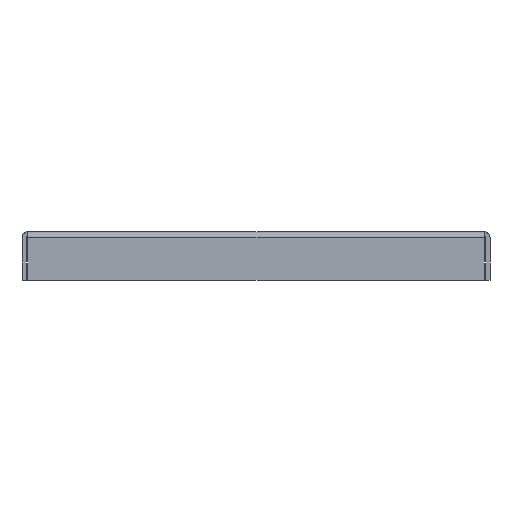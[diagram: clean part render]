
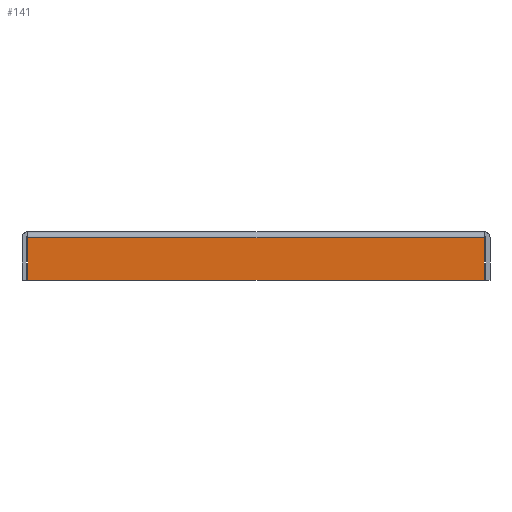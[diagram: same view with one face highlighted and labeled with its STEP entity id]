
A CAD part, front view. The second image highlights one B-rep face of the part: STEP entity #141.
In plain terms, the highlighted planar face has unit normal (0, -1, 0).
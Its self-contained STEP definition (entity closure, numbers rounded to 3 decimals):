
#141 = ADVANCED_FACE( '', ( #377 ), #378, .T. );
#377 = FACE_OUTER_BOUND( '', #707, .T. );
#378 = PLANE( '', #708 );
#707 = EDGE_LOOP( '', ( #1055, #1056, #1057, #1058 ) );
#708 = AXIS2_PLACEMENT_3D( '', #1059, #1060, #1061 );
#1055 = ORIENTED_EDGE( '', *, *, #1954, .T. );
#1056 = ORIENTED_EDGE( '', *, *, #1955, .T. );
#1057 = ORIENTED_EDGE( '', *, *, #1956, .T. );
#1058 = ORIENTED_EDGE( '', *, *, #1957, .T. );
#1059 = CARTESIAN_POINT( '', ( 4., -1., -3.2 ) );
#1060 = DIRECTION( '', ( 0., -1., 0. ) );
#1061 = DIRECTION( '', ( 0., 0., -1. ) );
#1954 = EDGE_CURVE( '', #2323, #2324, #2325, .T. );
#1955 = EDGE_CURVE( '', #2324, #2326, #2327, .T. );
#1956 = EDGE_CURVE( '', #2326, #2328, #2329, .T. );
#1957 = EDGE_CURVE( '', #2328, #2323, #2330, .T. );
#2323 = VERTEX_POINT( '', #2831 );
#2324 = VERTEX_POINT( '', #2832 );
#2325 = LINE( '', #2833, #2834 );
#2326 = VERTEX_POINT( '', #2835 );
#2327 = LINE( '', #2836, #2837 );
#2328 = VERTEX_POINT( '', #2838 );
#2329 = LINE( '', #2839, #2840 );
#2330 = LINE( '', #2841, #2842 );
#2831 = CARTESIAN_POINT( '', ( -0.6, -1., -3. ) );
#2832 = CARTESIAN_POINT( '', ( 30.4, -1., -3. ) );
#2833 = CARTESIAN_POINT( '', ( 4., -1., -3. ) );
#2834 = VECTOR( '', #3482, 1000. );
#2835 = CARTESIAN_POINT( '', ( 30.4, -1., -0.1 ) );
#2836 = CARTESIAN_POINT( '', ( 30.4, -1., -3.2 ) );
#2837 = VECTOR( '', #3483, 1000. );
#2838 = CARTESIAN_POINT( '', ( -0.6, -1., -0.1 ) );
#2839 = CARTESIAN_POINT( '', ( 4., -1., -0.1 ) );
#2840 = VECTOR( '', #3484, 1000. );
#2841 = CARTESIAN_POINT( '', ( -0.6, -1., -3.2 ) );
#2842 = VECTOR( '', #3485, 1000. );
#3482 = DIRECTION( '', ( 1., 0., 0. ) );
#3483 = DIRECTION( '', ( 0., 0., 1. ) );
#3484 = DIRECTION( '', ( -1., 0., 0. ) );
#3485 = DIRECTION( '', ( 0., 0., -1. ) );
